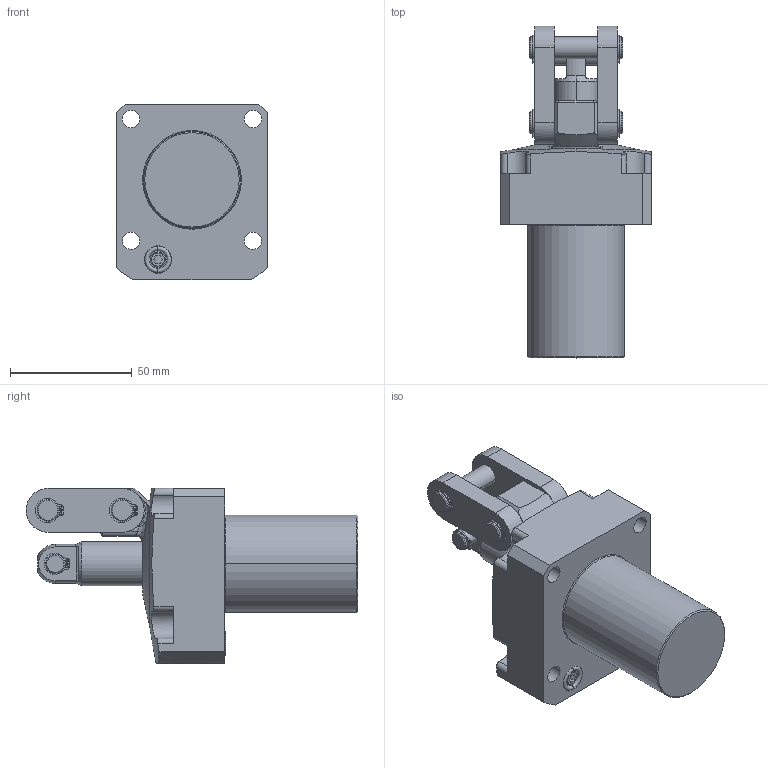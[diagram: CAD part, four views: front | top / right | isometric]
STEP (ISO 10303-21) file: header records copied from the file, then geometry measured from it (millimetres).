
FILE_DESCRIPTION((''),'2;1');
FILE_NAME('ILC16311800','2023-03-14T10:55:37',('rkuestersteffen'),(''),'CREO PARAMETRIC BY PTC INC, 2021164','CREO PARAMETRIC BY PTC INC, 2021164','');
FILE_SCHEMA(('AUTOMOTIVE_DESIGN { 1 0 10303 214 1 1 1 1 }'));
Length unit declared in the file: inch
Products named in the file (3): ILC16311800_BODY; ILC16311800_LUG; ILC16311800
Assembly tree (2 placements, depth 2):
  ILC16311800
    ILC16311800_BODY
    ILC16311800_LUG
Bounding box: 62 x 136.31 x 72.01 mm (x, y, z)
Volume: 225608.3 mm3; surface area: 43318 mm2
Topology: 3 solids, 6 shells, 330 faces, 847 edges, 546 vertices
Faces by surface type: cylinder 155, plane 114, cone 31, torus 18, sphere 6, bspline 6
Entity records: 14084 total; most frequent: CARTESIAN_POINT 2592, DIRECTION 1936, ORIENTED_EDGE 1686, PRESENTATION_STYLE_ASSIGNMENT 888, STYLED_ITEM 888, CURVE_STYLE 883, EDGE_CURVE 847, AXIS2_PLACEMENT_3D 766
